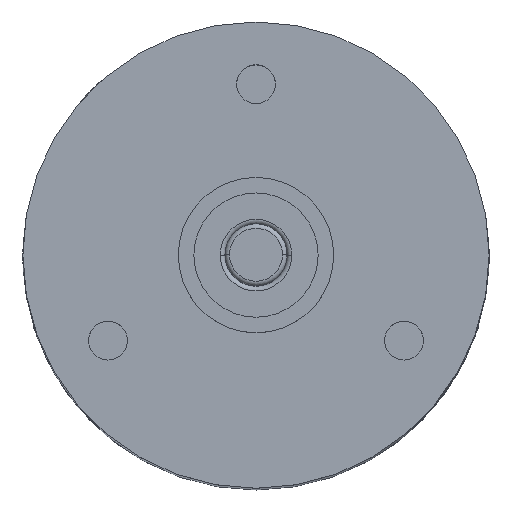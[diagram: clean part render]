
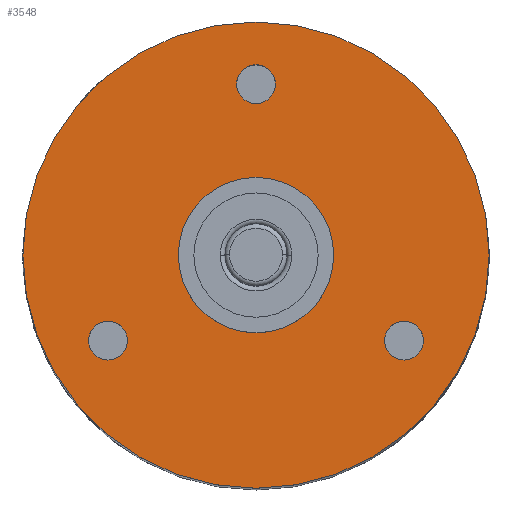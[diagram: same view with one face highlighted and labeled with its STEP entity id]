
A CAD part, top view. The second image highlights one B-rep face of the part: STEP entity #3548.
In plain terms, the highlighted planar face has unit normal (0, 0, 1).
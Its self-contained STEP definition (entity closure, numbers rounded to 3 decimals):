
#314 = ORIENTED_EDGE ( 'NONE', *, *, #6903, .F. ) ;
#410 = CARTESIAN_POINT ( 'NONE',  ( -15., 0., -1. ) ) ;
#455 = DIRECTION ( 'NONE',  ( -1., 0., 0. ) ) ;
#460 = VERTEX_POINT ( 'NONE', #6492 ) ;
#485 = DIRECTION ( 'NONE',  ( 1., 0., 0. ) ) ;
#520 = VERTEX_POINT ( 'NONE', #1720 ) ;
#1029 = VERTEX_POINT ( 'NONE', #2167 ) ;
#1134 = VERTEX_POINT ( 'NONE', #410 ) ;
#1147 = EDGE_CURVE ( 'NONE', #2047, #1029, #10443, .T. ) ;
#1152 = DIRECTION ( 'NONE',  ( 0., 0., 1. ) ) ;
#1469 = DIRECTION ( 'NONE',  ( 0., 0., 1. ) ) ;
#1571 = DIRECTION ( 'NONE',  ( 1., 0., 0. ) ) ;
#1720 = CARTESIAN_POINT ( 'NONE',  ( 10.776, -5.5, -1. ) ) ;
#1765 = CIRCLE ( 'NONE', #3329, 1.25 ) ;
#2047 = VERTEX_POINT ( 'NONE', #4176 ) ;
#2068 = FACE_BOUND ( 'NONE', #9469, .T. ) ;
#2167 = CARTESIAN_POINT ( 'NONE',  ( 1.25, 11., -1. ) ) ;
#2462 = DIRECTION ( 'NONE',  ( 0., 0., 1. ) ) ;
#2955 = AXIS2_PLACEMENT_3D ( 'NONE', #3101, #8977, #9958 ) ;
#3021 = CARTESIAN_POINT ( 'NONE',  ( 8.276, -5.5, -1. ) ) ;
#3024 = CARTESIAN_POINT ( 'NONE',  ( 0., 11., -1. ) ) ;
#3101 = CARTESIAN_POINT ( 'NONE',  ( 9.526, -5.5, -1. ) ) ;
#3148 = ORIENTED_EDGE ( 'NONE', *, *, #1147, .F. ) ;
#3168 = DIRECTION ( 'NONE',  ( 0., 0., 1. ) ) ;
#3202 = CARTESIAN_POINT ( 'NONE',  ( -9.526, -5.5, -1. ) ) ;
#3280 = CIRCLE ( 'NONE', #11532, 1.25 ) ;
#3324 = VERTEX_POINT ( 'NONE', #3021 ) ;
#3329 = AXIS2_PLACEMENT_3D ( 'NONE', #3202, #2462, #1571 ) ;
#3343 = CIRCLE ( 'NONE', #2955, 1.25 ) ;
#3525 = EDGE_CURVE ( 'NONE', #10134, #4550, #1765, .T. ) ;
#3548 = ADVANCED_FACE ( 'NONE', ( #2068, #11884, #9279, #12524, #6059 ), #8175, .F. ) ;
#3563 = ORIENTED_EDGE ( 'NONE', *, *, #9123, .T. ) ;
#4176 = CARTESIAN_POINT ( 'NONE',  ( -1.25, 11., -1. ) ) ;
#4210 = CARTESIAN_POINT ( 'NONE',  ( -5., 0., -1. ) ) ;
#4279 = CARTESIAN_POINT ( 'NONE',  ( 0., 5., -1. ) ) ;
#4511 = EDGE_CURVE ( 'NONE', #1029, #2047, #9106, .T. ) ;
#4515 = CARTESIAN_POINT ( 'NONE',  ( 0., 0., -1. ) ) ;
#4524 = CARTESIAN_POINT ( 'NONE',  ( -10.776, -5.5, -1. ) ) ;
#4545 = CIRCLE ( 'NONE', #11959, 5. ) ;
#4550 = VERTEX_POINT ( 'NONE', #5993 ) ;
#4552 = EDGE_LOOP ( 'NONE', ( #11114, #314 ) ) ;
#4829 = ORIENTED_EDGE ( 'NONE', *, *, #8160, .T. ) ;
#5335 = VERTEX_POINT ( 'NONE', #4210 ) ;
#5467 = DIRECTION ( 'NONE',  ( 1., 0., 0. ) ) ;
#5882 = ORIENTED_EDGE ( 'NONE', *, *, #3525, .F. ) ;
#5993 = CARTESIAN_POINT ( 'NONE',  ( -8.276, -5.5, -1. ) ) ;
#6030 = AXIS2_PLACEMENT_3D ( 'NONE', #11253, #12247, #10352 ) ;
#6051 = AXIS2_PLACEMENT_3D ( 'NONE', #11231, #1469, #485 ) ;
#6059 = FACE_OUTER_BOUND ( 'NONE', #7303, .T. ) ;
#6061 = ORIENTED_EDGE ( 'NONE', *, *, #7297, .F. ) ;
#6071 = ORIENTED_EDGE ( 'NONE', *, *, #11443, .F. ) ;
#6083 = CARTESIAN_POINT ( 'NONE',  ( 0., 0., -1. ) ) ;
#6174 = CIRCLE ( 'NONE', #9945, 15. ) ;
#6333 = DIRECTION ( 'NONE',  ( 0., 0., -1. ) ) ;
#6450 = DIRECTION ( 'NONE',  ( 0., 0., 1. ) ) ;
#6483 = DIRECTION ( 'NONE',  ( 0., 0., 1. ) ) ;
#6492 = CARTESIAN_POINT ( 'NONE',  ( 5., 0., -1. ) ) ;
#6550 = VERTEX_POINT ( 'NONE', #6683 ) ;
#6683 = CARTESIAN_POINT ( 'NONE',  ( 15., 0., -1. ) ) ;
#6903 = EDGE_CURVE ( 'NONE', #5335, #460, #11178, .T. ) ;
#7016 = CARTESIAN_POINT ( 'NONE',  ( 0., 0., -1. ) ) ;
#7297 = EDGE_CURVE ( 'NONE', #520, #3324, #3343, .T. ) ;
#7303 = EDGE_LOOP ( 'NONE', ( #3563, #4829 ) ) ;
#8000 = CIRCLE ( 'NONE', #10045, 15. ) ;
#8018 = DIRECTION ( 'NONE',  ( 1., 0., 0. ) ) ;
#8110 = DIRECTION ( 'NONE',  ( 0., 0., 1. ) ) ;
#8160 = EDGE_CURVE ( 'NONE', #1134, #6550, #6174, .T. ) ;
#8175 = PLANE ( 'NONE',  #10979 ) ;
#8204 = CIRCLE ( 'NONE', #6051, 1.25 ) ;
#8388 = CARTESIAN_POINT ( 'NONE',  ( 0., 0., -1. ) ) ;
#8543 = CARTESIAN_POINT ( 'NONE',  ( -9.526, -5.5, -1. ) ) ;
#8594 = EDGE_LOOP ( 'NONE', ( #6071, #5882 ) ) ;
#8625 = DIRECTION ( 'NONE',  ( 1., 0., 0. ) ) ;
#8946 = DIRECTION ( 'NONE',  ( 1., 0., 0. ) ) ;
#8977 = DIRECTION ( 'NONE',  ( 0., 0., 1. ) ) ;
#9106 = CIRCLE ( 'NONE', #11400, 1.25 ) ;
#9123 = EDGE_CURVE ( 'NONE', #6550, #1134, #8000, .T. ) ;
#9279 = FACE_BOUND ( 'NONE', #8594, .T. ) ;
#9469 = EDGE_LOOP ( 'NONE', ( #11954, #3148 ) ) ;
#9596 = DIRECTION ( 'NONE',  ( 0., 0., 1. ) ) ;
#9945 = AXIS2_PLACEMENT_3D ( 'NONE', #8388, #6450, #5467 ) ;
#9958 = DIRECTION ( 'NONE',  ( 1., 0., 0. ) ) ;
#9973 = ORIENTED_EDGE ( 'NONE', *, *, #11348, .F. ) ;
#10022 = DIRECTION ( 'NONE',  ( 1., 0., 0. ) ) ;
#10027 = AXIS2_PLACEMENT_3D ( 'NONE', #6083, #3168, #10022 ) ;
#10045 = AXIS2_PLACEMENT_3D ( 'NONE', #7016, #8110, #8946 ) ;
#10134 = VERTEX_POINT ( 'NONE', #4524 ) ;
#10352 = DIRECTION ( 'NONE',  ( 1., 0., 0. ) ) ;
#10443 = CIRCLE ( 'NONE', #6030, 1.25 ) ;
#10979 = AXIS2_PLACEMENT_3D ( 'NONE', #4279, #6333, #455 ) ;
#11114 = ORIENTED_EDGE ( 'NONE', *, *, #11325, .F. ) ;
#11178 = CIRCLE ( 'NONE', #10027, 5. ) ;
#11231 = CARTESIAN_POINT ( 'NONE',  ( 9.526, -5.5, -1. ) ) ;
#11253 = CARTESIAN_POINT ( 'NONE',  ( 0., 11., -1. ) ) ;
#11325 = EDGE_CURVE ( 'NONE', #460, #5335, #4545, .T. ) ;
#11348 = EDGE_CURVE ( 'NONE', #3324, #520, #8204, .T. ) ;
#11371 = DIRECTION ( 'NONE',  ( 1., 0., 0. ) ) ;
#11400 = AXIS2_PLACEMENT_3D ( 'NONE', #3024, #1152, #8018 ) ;
#11443 = EDGE_CURVE ( 'NONE', #4550, #10134, #3280, .T. ) ;
#11532 = AXIS2_PLACEMENT_3D ( 'NONE', #8543, #9596, #8625 ) ;
#11884 = FACE_BOUND ( 'NONE', #12691, .T. ) ;
#11954 = ORIENTED_EDGE ( 'NONE', *, *, #4511, .F. ) ;
#11959 = AXIS2_PLACEMENT_3D ( 'NONE', #4515, #6483, #11371 ) ;
#12247 = DIRECTION ( 'NONE',  ( 0., 0., 1. ) ) ;
#12524 = FACE_BOUND ( 'NONE', #4552, .T. ) ;
#12691 = EDGE_LOOP ( 'NONE', ( #6061, #9973 ) ) ;
